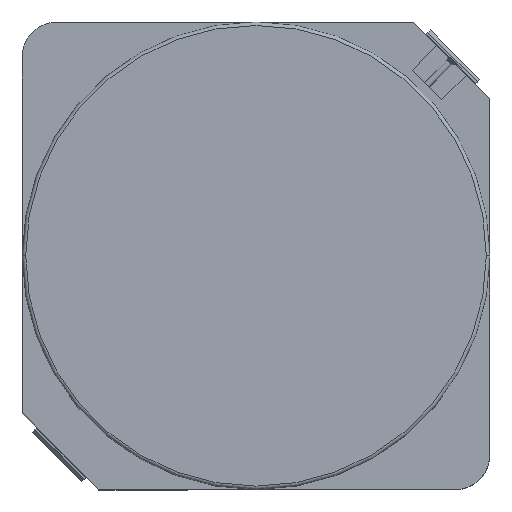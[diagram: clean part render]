
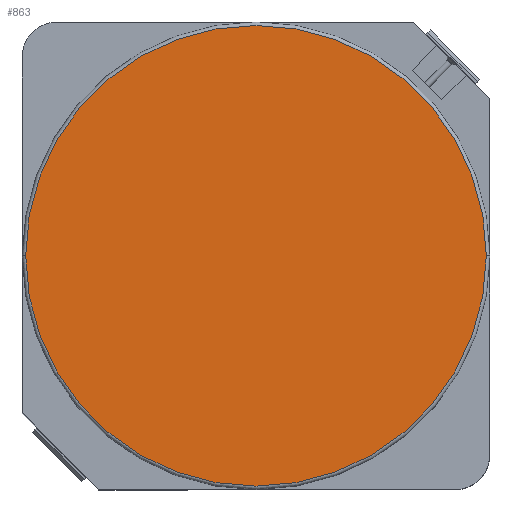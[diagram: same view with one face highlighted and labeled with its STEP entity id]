
A CAD part, top view. The second image highlights one B-rep face of the part: STEP entity #863.
In plain terms, the highlighted planar face has unit normal (0, 0, 1).
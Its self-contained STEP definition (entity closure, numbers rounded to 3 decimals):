
#9 = VERTEX_POINT ( 'NONE', #2374 ) ;
#180 = VERTEX_POINT ( 'NONE', #2864 ) ;
#373 = DIRECTION ( 'NONE',  ( 0., 0., 1. ) ) ;
#480 = CARTESIAN_POINT ( 'NONE',  ( 0., 0., 3.1 ) ) ;
#496 = CIRCLE ( 'NONE', #832, 3.3 ) ;
#608 = AXIS2_PLACEMENT_3D ( 'NONE', #2262, #2707, #1603 ) ;
#614 = DIRECTION ( 'NONE',  ( 1., 0., 0. ) ) ;
#652 = EDGE_CURVE ( 'NONE', #180, #9, #496, .T. ) ;
#832 = AXIS2_PLACEMENT_3D ( 'NONE', #1953, #373, #614 ) ;
#863 = ADVANCED_FACE ( 'NONE', ( #1882 ), #883, .T. ) ;
#883 = PLANE ( 'NONE',  #2745 ) ;
#1075 = CIRCLE ( 'NONE', #608, 3.3 ) ;
#1331 = EDGE_LOOP ( 'NONE', ( #2381, #1577 ) ) ;
#1577 = ORIENTED_EDGE ( 'NONE', *, *, #652, .T. ) ;
#1603 = DIRECTION ( 'NONE',  ( 1., 0., 0. ) ) ;
#1622 = DIRECTION ( 'NONE',  ( 0., 0., 1. ) ) ;
#1882 = FACE_OUTER_BOUND ( 'NONE', #1331, .T. ) ;
#1917 = EDGE_CURVE ( 'NONE', #9, #180, #1075, .T. ) ;
#1953 = CARTESIAN_POINT ( 'NONE',  ( 0., 0., 3.1 ) ) ;
#2262 = CARTESIAN_POINT ( 'NONE',  ( 0., 0., 3.1 ) ) ;
#2285 = DIRECTION ( 'NONE',  ( 1., 0., 0. ) ) ;
#2374 = CARTESIAN_POINT ( 'NONE',  ( 3.3, 0., 3.1 ) ) ;
#2381 = ORIENTED_EDGE ( 'NONE', *, *, #1917, .T. ) ;
#2707 = DIRECTION ( 'NONE',  ( 0., 0., 1. ) ) ;
#2745 = AXIS2_PLACEMENT_3D ( 'NONE', #480, #1622, #2285 ) ;
#2864 = CARTESIAN_POINT ( 'NONE',  ( -3.3, 0., 3.1 ) ) ;
